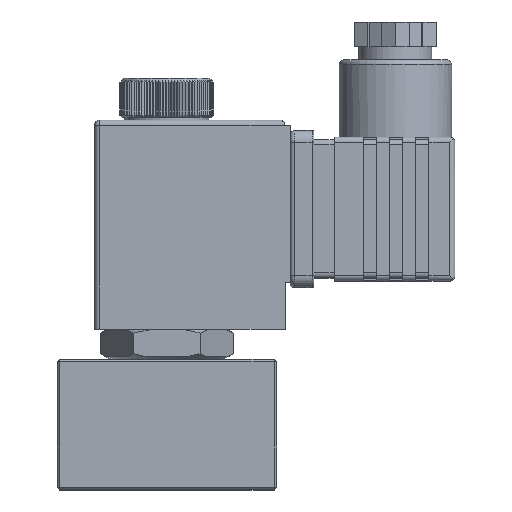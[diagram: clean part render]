
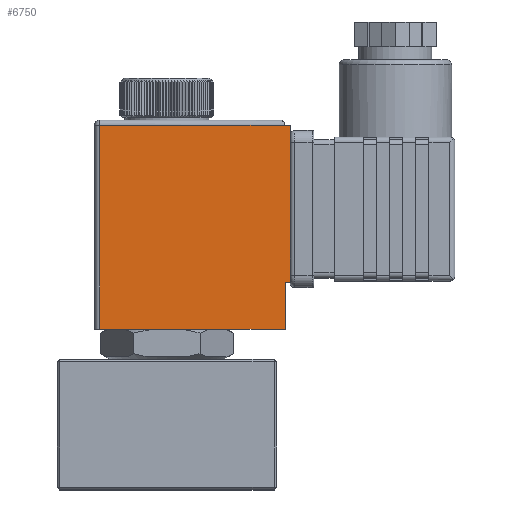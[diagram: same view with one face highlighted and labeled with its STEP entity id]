
A CAD part, top view. The second image highlights one B-rep face of the part: STEP entity #6750.
In plain terms, the highlighted planar face has unit normal (0, 0, 1).
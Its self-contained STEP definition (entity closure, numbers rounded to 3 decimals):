
#6391=CARTESIAN_POINT('',(23.6,39.7,14.75));
#6392=VERTEX_POINT('',#6391);
#6399=CARTESIAN_POINT('',(22.6,39.7,14.75));
#6400=VERTEX_POINT('',#6399);
#6401=CARTESIAN_POINT('',(22.6,39.7,14.75));
#6402=DIRECTION('',(1.0,0.0,0.0));
#6403=VECTOR('',#6402,1.0);
#6404=LINE('',#6401,#6403);
#6405=EDGE_CURVE('',#6400,#6392,#6404,.T.);
#6429=CARTESIAN_POINT('',(23.6,69.7,14.75));
#6430=VERTEX_POINT('',#6429);
#6437=CARTESIAN_POINT('',(23.6,39.7,14.75));
#6438=DIRECTION('',(0.0,1.0,0.0));
#6439=VECTOR('',#6438,30.0);
#6440=LINE('',#6437,#6439);
#6441=EDGE_CURVE('',#6392,#6430,#6440,.T.);
#6492=CARTESIAN_POINT('',(22.6,30.7,14.75));
#6493=VERTEX_POINT('',#6492);
#6494=CARTESIAN_POINT('',(22.6,30.7,14.75));
#6495=DIRECTION('',(0.0,1.0,0.0));
#6496=VECTOR('',#6495,9.0);
#6497=LINE('',#6494,#6496);
#6498=EDGE_CURVE('',#6493,#6400,#6497,.T.);
#6540=CARTESIAN_POINT('',(-12.8,30.7,14.75));
#6541=VERTEX_POINT('',#6540);
#6542=CARTESIAN_POINT('',(-12.8,30.7,14.75));
#6543=DIRECTION('',(1.0,0.0,0.0));
#6544=VECTOR('',#6543,35.4);
#6545=LINE('',#6542,#6544);
#6546=EDGE_CURVE('',#6541,#6493,#6545,.T.);
#6656=CARTESIAN_POINT('',(-12.8,69.7,14.75));
#6657=VERTEX_POINT('',#6656);
#6667=CARTESIAN_POINT('',(-12.8,69.7,14.75));
#6668=DIRECTION('',(0.0,-1.0,0.0));
#6669=VECTOR('',#6668,39.0);
#6670=LINE('',#6667,#6669);
#6671=EDGE_CURVE('',#6657,#6541,#6670,.T.);
#6682=CARTESIAN_POINT('',(22.6,69.7,14.75));
#6683=VERTEX_POINT('',#6682);
#6721=CARTESIAN_POINT('',(23.6,69.7,14.75));
#6722=DIRECTION('',(-1.0,0.0,0.0));
#6723=VECTOR('',#6722,1.0);
#6724=LINE('',#6721,#6723);
#6725=EDGE_CURVE('',#6430,#6683,#6724,.T.);
#6731=CARTESIAN_POINT('',(-12.8,69.7,14.75));
#6732=DIRECTION('',(0.0,0.0,1.0));
#6733=DIRECTION('',(1.0,0.0,0.0));
#6734=AXIS2_PLACEMENT_3D('',#6731,#6732,#6733);
#6735=PLANE('',#6734);
#6736=CARTESIAN_POINT('',(22.6,69.7,14.75));
#6737=DIRECTION('',(-1.0,0.0,0.0));
#6738=VECTOR('',#6737,35.4);
#6739=LINE('',#6736,#6738);
#6740=EDGE_CURVE('',#6683,#6657,#6739,.T.);
#6741=ORIENTED_EDGE('',*,*,#6740,.T.);
#6742=ORIENTED_EDGE('',*,*,#6671,.T.);
#6743=ORIENTED_EDGE('',*,*,#6546,.T.);
#6744=ORIENTED_EDGE('',*,*,#6498,.T.);
#6745=ORIENTED_EDGE('',*,*,#6405,.T.);
#6746=ORIENTED_EDGE('',*,*,#6441,.T.);
#6747=ORIENTED_EDGE('',*,*,#6725,.T.);
#6748=EDGE_LOOP('',(#6741,#6742,#6743,#6744,#6745,#6746,#6747));
#6749=FACE_OUTER_BOUND('',#6748,.T.);
#6750=ADVANCED_FACE('',(#6749),#6735,.T.);
